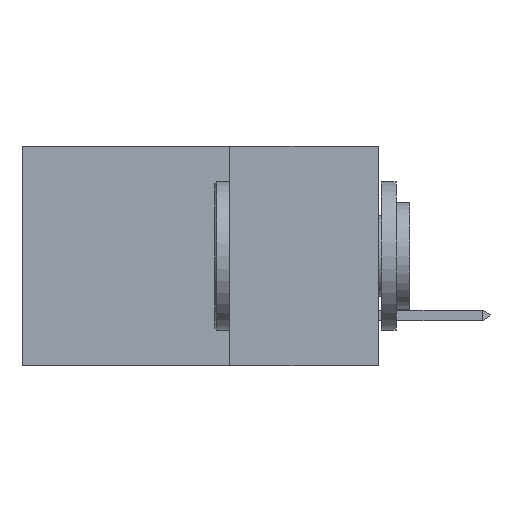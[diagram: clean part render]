
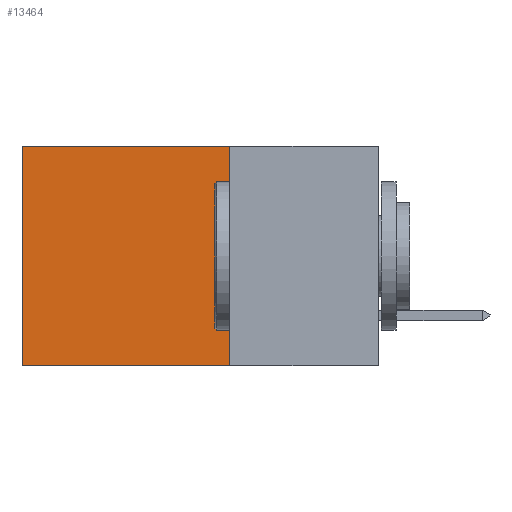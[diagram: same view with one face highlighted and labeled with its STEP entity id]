
A CAD part, left-side view. The second image highlights one B-rep face of the part: STEP entity #13464.
In plain terms, the highlighted planar face has unit normal (-1, 0, 0).
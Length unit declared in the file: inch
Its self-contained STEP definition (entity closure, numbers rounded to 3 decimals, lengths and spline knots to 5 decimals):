
#531 = PLANE ( 'NONE',  #10942 ) ;
#548 = VERTEX_POINT ( 'NONE', #8962 ) ;
#673 = VECTOR ( 'NONE', #5801, 39.37008 ) ;
#839 = CARTESIAN_POINT ( 'NONE',  ( 0.2615, 0.25, -0.37 ) ) ;
#1037 = VECTOR ( 'NONE', #6304, 39.37008 ) ;
#2041 = CARTESIAN_POINT ( 'NONE',  ( 0.2615, 0.6, 0. ) ) ;
#2048 = LINE ( 'NONE', #8381, #8462 ) ;
#2116 = ORIENTED_EDGE ( 'NONE', *, *, #12705, .T. ) ;
#2324 = ORIENTED_EDGE ( 'NONE', *, *, #7089, .T. ) ;
#2461 = VERTEX_POINT ( 'NONE', #7184 ) ;
#2500 = DIRECTION ( 'NONE',  ( 0., 0., -1. ) ) ;
#2540 = DIRECTION ( 'NONE',  ( 0., 0., -1. ) ) ;
#3583 = VERTEX_POINT ( 'NONE', #839 ) ;
#3603 = EDGE_CURVE ( 'NONE', #548, #3583, #10686, .T. ) ;
#4733 = FACE_OUTER_BOUND ( 'NONE', #6937, .T. ) ;
#4864 = VERTEX_POINT ( 'NONE', #2041 ) ;
#5796 = ORIENTED_EDGE ( 'NONE', *, *, #8677, .F. ) ;
#5801 = DIRECTION ( 'NONE',  ( 0., 1., 0. ) ) ;
#6304 = DIRECTION ( 'NONE',  ( 0., 0., -1. ) ) ;
#6757 = CARTESIAN_POINT ( 'NONE',  ( 0.2615, 0.6, -0.37 ) ) ;
#6937 = EDGE_LOOP ( 'NONE', ( #2116, #5796, #13295, #2324 ) ) ;
#6995 = CARTESIAN_POINT ( 'NONE',  ( 0.2615, 0.25, 0. ) ) ;
#7089 = EDGE_CURVE ( 'NONE', #548, #4864, #11167, .T. ) ;
#7184 = CARTESIAN_POINT ( 'NONE',  ( 0.2615, 0.6, -0.37 ) ) ;
#8381 = CARTESIAN_POINT ( 'NONE',  ( 0.2615, 0.25, -0.37 ) ) ;
#8462 = VECTOR ( 'NONE', #12702, 39.37008 ) ;
#8493 = CARTESIAN_POINT ( 'NONE',  ( 0.2615, 0.25, -0.37 ) ) ;
#8677 = EDGE_CURVE ( 'NONE', #3583, #2461, #2048, .T. ) ;
#8962 = CARTESIAN_POINT ( 'NONE',  ( 0.2615, 0.25, 0. ) ) ;
#9035 = DIRECTION ( 'NONE',  ( 1., 0., 0. ) ) ;
#10082 = LINE ( 'NONE', #6757, #13429 ) ;
#10686 = LINE ( 'NONE', #8493, #1037 ) ;
#10942 = AXIS2_PLACEMENT_3D ( 'NONE', #12155, #9035, #2500 ) ;
#11167 = LINE ( 'NONE', #6995, #673 ) ;
#12155 = CARTESIAN_POINT ( 'NONE',  ( 0.2615, 0.25, -0.37 ) ) ;
#12702 = DIRECTION ( 'NONE',  ( 0., 1., 0. ) ) ;
#12705 = EDGE_CURVE ( 'NONE', #4864, #2461, #10082, .T. ) ;
#13295 = ORIENTED_EDGE ( 'NONE', *, *, #3603, .F. ) ;
#13429 = VECTOR ( 'NONE', #2540, 39.37008 ) ;
#13464 = ADVANCED_FACE ( 'NONE', ( #4733 ), #531, .F. ) ;
